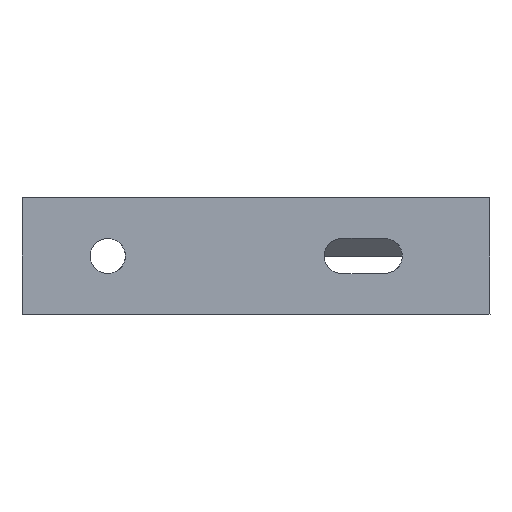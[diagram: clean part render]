
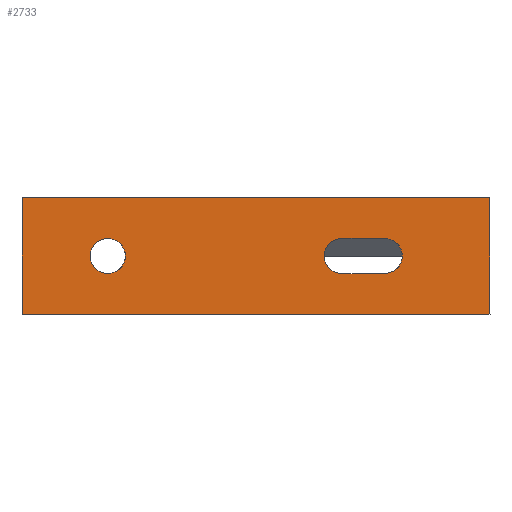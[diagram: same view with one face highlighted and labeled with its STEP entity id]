
A CAD part, left-side view. The second image highlights one B-rep face of the part: STEP entity #2733.
In plain terms, the highlighted planar face has unit normal (-1, 0, 0).
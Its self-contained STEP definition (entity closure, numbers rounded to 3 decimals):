
#18 = DIRECTION ( 'NONE',  ( -1., 0., 0. ) ) ;
#45 = AXIS2_PLACEMENT_3D ( 'NONE', #527, #2071, #746 ) ;
#82 = CARTESIAN_POINT ( 'NONE',  ( 0., 0., -28. ) ) ;
#86 = EDGE_CURVE ( 'NONE', #493, #1540, #1760, .T. ) ;
#117 = AXIS2_PLACEMENT_3D ( 'NONE', #1352, #18, #1579 ) ;
#136 = LINE ( 'NONE', #2336, #1917 ) ;
#206 = VECTOR ( 'NONE', #1333, 1000. ) ;
#256 = CARTESIAN_POINT ( 'NONE',  ( 0., 98., -8.5 ) ) ;
#280 = LINE ( 'NONE', #1209, #2048 ) ;
#395 = DIRECTION ( 'NONE',  ( -1., 0., 0. ) ) ;
#396 = ORIENTED_EDGE ( 'NONE', *, *, #1063, .F. ) ;
#401 = ORIENTED_EDGE ( 'NONE', *, *, #86, .T. ) ;
#435 = VECTOR ( 'NONE', #1498, 1000. ) ;
#449 = CARTESIAN_POINT ( 'NONE',  ( 0., 120., -28. ) ) ;
#460 = EDGE_LOOP ( 'NONE', ( #1842, #2526, #1638, #401 ) ) ;
#493 = VERTEX_POINT ( 'NONE', #2672 ) ;
#519 = FACE_BOUND ( 'NONE', #968, .T. ) ;
#527 = CARTESIAN_POINT ( 'NONE',  ( 0., 38., -13. ) ) ;
#610 = EDGE_CURVE ( 'NONE', #919, #1805, #136, .T. ) ;
#677 = PLANE ( 'NONE',  #2647 ) ;
#746 = DIRECTION ( 'NONE',  ( 0., 0., 1. ) ) ;
#835 = VERTEX_POINT ( 'NONE', #256 ) ;
#861 = VERTEX_POINT ( 'NONE', #1796 ) ;
#895 = CARTESIAN_POINT ( 'NONE',  ( 0., 117.99, 2. ) ) ;
#919 = VERTEX_POINT ( 'NONE', #1632 ) ;
#968 = EDGE_LOOP ( 'NONE', ( #1249 ) ) ;
#996 = ORIENTED_EDGE ( 'NONE', *, *, #2006, .F. ) ;
#1009 = EDGE_LOOP ( 'NONE', ( #1673, #2140, #996, #396 ) ) ;
#1017 = CARTESIAN_POINT ( 'NONE',  ( 0., 38., -8.5 ) ) ;
#1040 = FACE_OUTER_BOUND ( 'NONE', #460, .T. ) ;
#1059 = CARTESIAN_POINT ( 'NONE',  ( 0., 27., -8.5 ) ) ;
#1063 = EDGE_CURVE ( 'NONE', #861, #2440, #280, .T. ) ;
#1128 = DIRECTION ( 'NONE',  ( 0., 0., -1. ) ) ;
#1174 = CIRCLE ( 'NONE', #2654, 4.5 ) ;
#1177 = LINE ( 'NONE', #895, #1246 ) ;
#1200 = DIRECTION ( 'NONE',  ( 0., -1., 0. ) ) ;
#1209 = CARTESIAN_POINT ( 'NONE',  ( 0., 38., -17.5 ) ) ;
#1246 = VECTOR ( 'NONE', #1329, 1000. ) ;
#1249 = ORIENTED_EDGE ( 'NONE', *, *, #2747, .F. ) ;
#1329 = DIRECTION ( 'NONE',  ( 0., 1., 0. ) ) ;
#1333 = DIRECTION ( 'NONE',  ( 0., 1., 0. ) ) ;
#1340 = CARTESIAN_POINT ( 'NONE',  ( 0., 2220., -28. ) ) ;
#1352 = CARTESIAN_POINT ( 'NONE',  ( 0., 98., -13. ) ) ;
#1388 = VECTOR ( 'NONE', #1567, 1000. ) ;
#1498 = DIRECTION ( 'NONE',  ( 0., 0., -1. ) ) ;
#1540 = VERTEX_POINT ( 'NONE', #449 ) ;
#1557 = EDGE_CURVE ( 'NONE', #1540, #1805, #1979, .T. ) ;
#1560 = CIRCLE ( 'NONE', #117, 4.5 ) ;
#1567 = DIRECTION ( 'NONE',  ( 0., -1., 0. ) ) ;
#1579 = DIRECTION ( 'NONE',  ( 0., 0., 1. ) ) ;
#1594 = CARTESIAN_POINT ( 'NONE',  ( 0., 120., 2. ) ) ;
#1632 = CARTESIAN_POINT ( 'NONE',  ( 0., 0., 2. ) ) ;
#1638 = ORIENTED_EDGE ( 'NONE', *, *, #2142, .T. ) ;
#1673 = ORIENTED_EDGE ( 'NONE', *, *, #1766, .F. ) ;
#1698 = FACE_BOUND ( 'NONE', #1009, .T. ) ;
#1731 = CARTESIAN_POINT ( 'NONE',  ( 0., 27., -13. ) ) ;
#1760 = LINE ( 'NONE', #1594, #435 ) ;
#1766 = EDGE_CURVE ( 'NONE', #2487, #861, #2356, .T. ) ;
#1791 = CARTESIAN_POINT ( 'NONE',  ( 0., 2220., -28. ) ) ;
#1796 = CARTESIAN_POINT ( 'NONE',  ( 0., 38., -17.5 ) ) ;
#1805 = VERTEX_POINT ( 'NONE', #82 ) ;
#1842 = ORIENTED_EDGE ( 'NONE', *, *, #1557, .T. ) ;
#1917 = VECTOR ( 'NONE', #2323, 1000. ) ;
#1954 = DIRECTION ( 'NONE',  ( 0., 0., 1. ) ) ;
#1979 = LINE ( 'NONE', #1340, #1388 ) ;
#2006 = EDGE_CURVE ( 'NONE', #2440, #2564, #1174, .T. ) ;
#2048 = VECTOR ( 'NONE', #1200, 1000. ) ;
#2071 = DIRECTION ( 'NONE',  ( -1., 0., 0. ) ) ;
#2140 = ORIENTED_EDGE ( 'NONE', *, *, #2717, .F. ) ;
#2142 = EDGE_CURVE ( 'NONE', #919, #493, #1177, .T. ) ;
#2286 = CARTESIAN_POINT ( 'NONE',  ( 0., 27., -17.5 ) ) ;
#2323 = DIRECTION ( 'NONE',  ( 0., 0., -1. ) ) ;
#2329 = LINE ( 'NONE', #2609, #206 ) ;
#2336 = CARTESIAN_POINT ( 'NONE',  ( 0., 0., -28. ) ) ;
#2356 = CIRCLE ( 'NONE', #45, 4.5 ) ;
#2408 = DIRECTION ( 'NONE',  ( 1., 0., 0. ) ) ;
#2440 = VERTEX_POINT ( 'NONE', #2286 ) ;
#2487 = VERTEX_POINT ( 'NONE', #1017 ) ;
#2526 = ORIENTED_EDGE ( 'NONE', *, *, #610, .F. ) ;
#2564 = VERTEX_POINT ( 'NONE', #1059 ) ;
#2609 = CARTESIAN_POINT ( 'NONE',  ( 0., 27., -8.5 ) ) ;
#2647 = AXIS2_PLACEMENT_3D ( 'NONE', #1791, #2408, #1128 ) ;
#2654 = AXIS2_PLACEMENT_3D ( 'NONE', #1731, #395, #1954 ) ;
#2672 = CARTESIAN_POINT ( 'NONE',  ( 0., 120., 2. ) ) ;
#2717 = EDGE_CURVE ( 'NONE', #2564, #2487, #2329, .T. ) ;
#2733 = ADVANCED_FACE ( 'NONE', ( #1698, #519, #1040 ), #677, .F. ) ;
#2747 = EDGE_CURVE ( 'NONE', #835, #835, #1560, .T. ) ;
